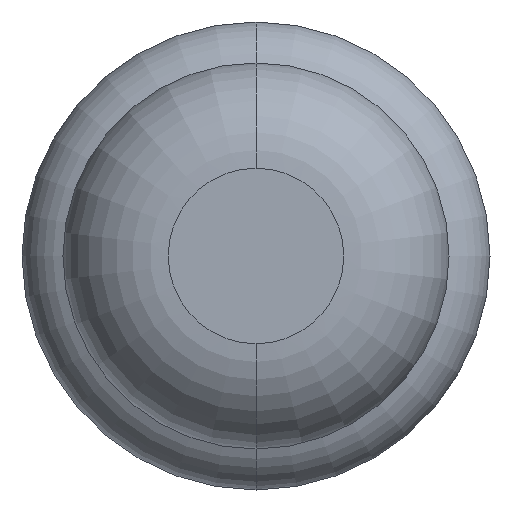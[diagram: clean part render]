
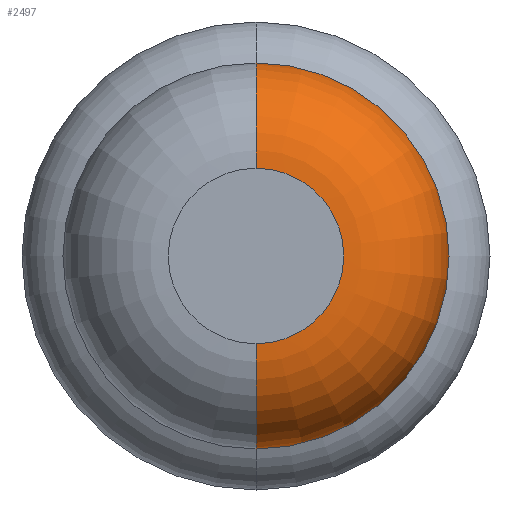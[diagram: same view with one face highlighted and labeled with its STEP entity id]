
A CAD part, front view. The second image highlights one B-rep face of the part: STEP entity #2497.
In plain terms, the highlighted toroidal (fillet/blend) face has major radius 0.375 mm and minor radius 0.45 mm.
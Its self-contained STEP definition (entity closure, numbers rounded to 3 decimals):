
#56 = DIRECTION ( 'NONE',  ( 0., 1., 0. ) ) ;
#74 = VERTEX_POINT ( 'NONE', #3285 ) ;
#109 = ORIENTED_EDGE ( 'NONE', *, *, #563, .F. ) ;
#157 = CARTESIAN_POINT ( 'NONE',  ( 0., -28.55, 0. ) ) ;
#384 = DIRECTION ( 'NONE',  ( 0., 1., 0. ) ) ;
#491 = EDGE_CURVE ( 'NONE', #74, #2928, #536, .T. ) ;
#536 = CIRCLE ( 'NONE', #2829, 0.45 ) ;
#563 = EDGE_CURVE ( 'Defeature ausgef�hrt1_8+Defeature ausgef�hrt1_7+Defeature ausgef�hrt1_7+Defeature ausgef�hrt1_7', #2928, #2246, #2562, .T. ) ;
#571 = CIRCLE ( 'NONE', #1205, 0.375 ) ;
#598 = CARTESIAN_POINT ( 'NONE',  ( 0., -28.55, 0.825 ) ) ;
#735 = VERTEX_POINT ( 'NONE', #3286 ) ;
#859 = DIRECTION ( 'NONE',  ( 0., 0., 1. ) ) ;
#924 = CARTESIAN_POINT ( 'NONE',  ( 0., -28.55, -0.375 ) ) ;
#1054 = CARTESIAN_POINT ( 'NONE',  ( 0., -28.55, -0.825 ) ) ;
#1153 = EDGE_CURVE ( 'NONE', #735, #2246, #2110, .T. ) ;
#1205 = AXIS2_PLACEMENT_3D ( 'NONE', #1306, #56, #1810 ) ;
#1209 = DIRECTION ( 'NONE',  ( 0., 1., 0. ) ) ;
#1306 = CARTESIAN_POINT ( 'NONE',  ( 0., -29., 0. ) ) ;
#1325 = ORIENTED_EDGE ( 'NONE', *, *, #491, .F. ) ;
#1390 = CARTESIAN_POINT ( 'NONE',  ( 0., -28.55, 0.375 ) ) ;
#1399 = ORIENTED_EDGE ( 'NONE', *, *, #1706, .T. ) ;
#1433 = DIRECTION ( 'NONE',  ( 0., 0., -1. ) ) ;
#1570 = ORIENTED_EDGE ( 'NONE', *, *, #1153, .T. ) ;
#1615 = DIRECTION ( 'NONE',  ( -1., 0., 0. ) ) ;
#1706 = EDGE_CURVE ( 'Defeature ausgef�hrt1_7+Defeature ausgef�hrt1_6+Defeature ausgef�hrt1_6+Defeature ausgef�hrt1_6', #74, #735, #571, .T. ) ;
#1768 = EDGE_LOOP ( 'NONE', ( #1399, #1570, #109, #1325 ) ) ;
#1810 = DIRECTION ( 'NONE',  ( 0., 0., 1. ) ) ;
#2023 = FACE_OUTER_BOUND ( 'NONE', #1768, .T. ) ;
#2110 = CIRCLE ( 'NONE', #2983, 0.45 ) ;
#2133 = CARTESIAN_POINT ( 'NONE',  ( 0., -28.55, 0. ) ) ;
#2138 = TOROIDAL_SURFACE ( 'NONE', #2731, 0.375, 0.45 ) ;
#2246 = VERTEX_POINT ( 'NONE', #1054 ) ;
#2402 = DIRECTION ( 'NONE',  ( 0., 0., 1. ) ) ;
#2497 = ADVANCED_FACE ( 'Defeature ausgef�hrt1_7', ( #2023 ), #2138, .T. ) ;
#2562 = CIRCLE ( 'NONE', #3116, 0.825 ) ;
#2731 = AXIS2_PLACEMENT_3D ( 'NONE', #157, #1209, #3021 ) ;
#2829 = AXIS2_PLACEMENT_3D ( 'NONE', #1390, #1615, #859 ) ;
#2928 = VERTEX_POINT ( 'NONE', #598 ) ;
#2983 = AXIS2_PLACEMENT_3D ( 'NONE', #924, #2991, #1433 ) ;
#2991 = DIRECTION ( 'NONE',  ( 1., 0., 0. ) ) ;
#3021 = DIRECTION ( 'NONE',  ( 0., 0., 1. ) ) ;
#3116 = AXIS2_PLACEMENT_3D ( 'NONE', #2133, #384, #2402 ) ;
#3285 = CARTESIAN_POINT ( 'NONE',  ( 0., -29., 0.375 ) ) ;
#3286 = CARTESIAN_POINT ( 'NONE',  ( 0., -29., -0.375 ) ) ;
